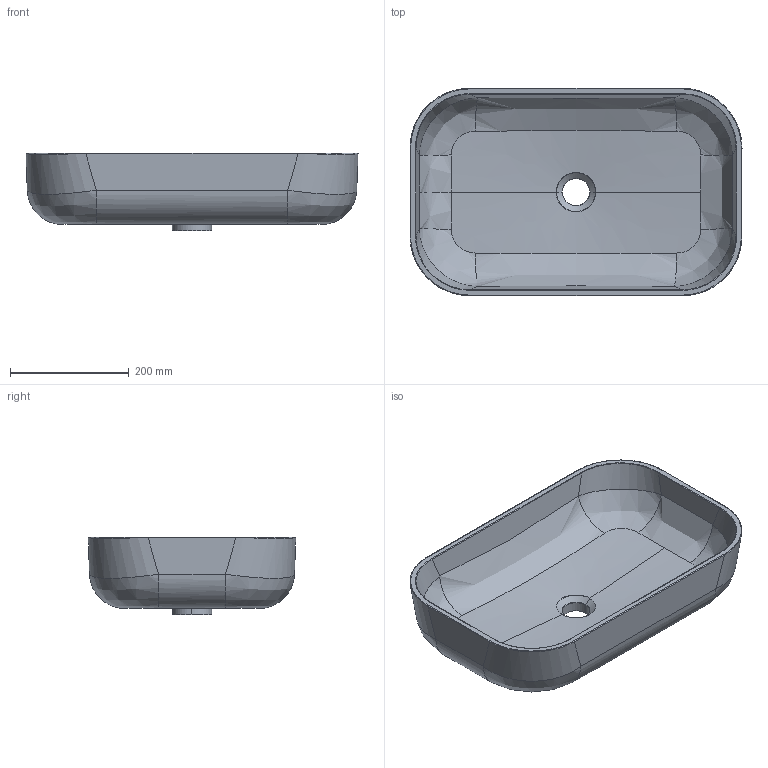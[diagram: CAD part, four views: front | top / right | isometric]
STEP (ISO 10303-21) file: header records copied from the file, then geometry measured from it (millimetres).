
FILE_DESCRIPTION (( 'STEP AP214' ), '1' );
FILE_NAME ('NAIA.STEP', '2022-10-26T10:52:44', ( '' ), ( '' ), 'SwSTEP 2.0', 'SolidWorks 2022', '' );
FILE_SCHEMA (( 'AUTOMOTIVE_DESIGN' ));
Length unit declared in the file: millimetre
Products named in the file (1): NAIA
Bounding box: 559.93 x 349.93 x 130.39 mm (x, y, z)
Volume: 5294974.6 mm3; surface area: 630550.2 mm2
Topology: 1 solids, 1 shells, 71 faces, 171 edges, 103 vertices
Faces by surface type: bspline 43, cylinder 17, plane 11
Entity records: 5369 total; most frequent: CARTESIAN_POINT 4241, ORIENTED_EDGE 342, EDGE_CURVE 171, B_SPLINE_CURVE_WITH_KNOTS 113, VERTEX_POINT 103, EDGE_LOOP 74, FACE_OUTER_BOUND 71, ADVANCED_FACE 71
